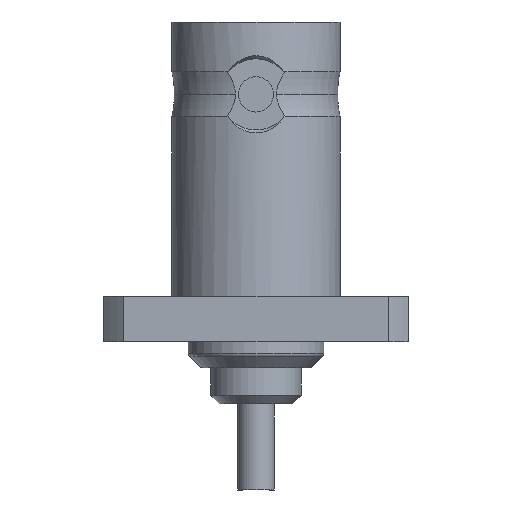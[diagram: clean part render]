
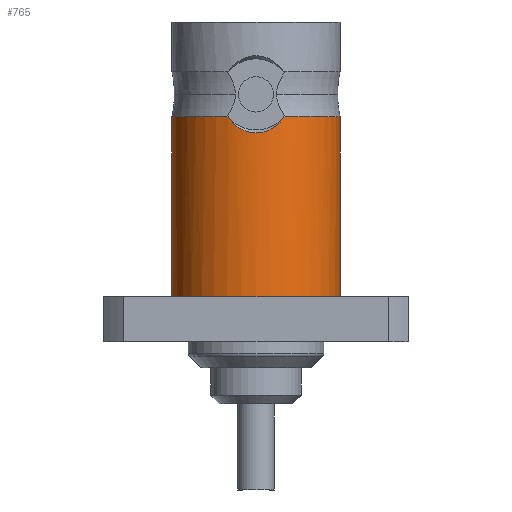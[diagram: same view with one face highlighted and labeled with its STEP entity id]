
A CAD part, front view. The second image highlights one B-rep face of the part: STEP entity #765.
In plain terms, the highlighted cylindrical face has radius 4.84 mm (diameter 9.68 mm), a partial arc.
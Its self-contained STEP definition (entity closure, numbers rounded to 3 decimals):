
#42 = EDGE_CURVE ( 'NONE', #2733, #2066, #1281, .T. ) ;
#95 = EDGE_LOOP ( 'NONE', ( #1353, #2350, #960, #1417, #3096, #1702 ) ) ;
#124 = CARTESIAN_POINT ( 'NONE',  ( 1.422, -4.628, -5.715 ) ) ;
#132 = DIRECTION ( 'NONE',  ( 1., 0., 0. ) ) ;
#138 = CARTESIAN_POINT ( 'NONE',  ( -1.42, -4.629, -5.718 ) ) ;
#332 = AXIS2_PLACEMENT_3D ( 'NONE', #2917, #2388, #831 ) ;
#401 = CARTESIAN_POINT ( 'NONE',  ( 1.067, -4.723, -6.042 ) ) ;
#418 = CARTESIAN_POINT ( 'NONE',  ( -1.608, -4.565, -5.455 ) ) ;
#672 = CARTESIAN_POINT ( 'NONE',  ( 0.643, -4.8, -6.272 ) ) ;
#705 = CARTESIAN_POINT ( 'NONE',  ( 4.84, 0., -5.455 ) ) ;
#718 = CARTESIAN_POINT ( 'NONE',  ( -4.84, 0., 5.048 ) ) ;
#765 = ADVANCED_FACE ( 'NONE', ( #2728 ), #2482, .T. ) ;
#831 = DIRECTION ( 'NONE',  ( 1., 0., 0. ) ) ;
#849 = CARTESIAN_POINT ( 'NONE',  ( 0., 0., -5.455 ) ) ;
#904 = VERTEX_POINT ( 'NONE', #1862 ) ;
#929 = CARTESIAN_POINT ( 'NONE',  ( 0.17, -4.84, -6.385 ) ) ;
#960 = ORIENTED_EDGE ( 'NONE', *, *, #42, .T. ) ;
#963 = DIRECTION ( 'NONE',  ( 0., 0., 1. ) ) ;
#1122 = DIRECTION ( 'NONE',  ( 1., 0., 0. ) ) ;
#1196 = CARTESIAN_POINT ( 'NONE',  ( -0.322, -4.832, -6.363 ) ) ;
#1215 = VECTOR ( 'NONE', #963, 1000. ) ;
#1281 = LINE ( 'NONE', #2006, #1215 ) ;
#1353 = ORIENTED_EDGE ( 'NONE', *, *, #2657, .F. ) ;
#1390 = CARTESIAN_POINT ( 'NONE',  ( -4.84, 0., -5.455 ) ) ;
#1417 = ORIENTED_EDGE ( 'NONE', *, *, #1769, .F. ) ;
#1445 = CARTESIAN_POINT ( 'NONE',  ( -0.787, -4.778, -6.209 ) ) ;
#1537 = DIRECTION ( 'NONE',  ( 0., 0., 1. ) ) ;
#1571 = CIRCLE ( 'NONE', #1761, 4.84 ) ;
#1702 = ORIENTED_EDGE ( 'NONE', *, *, #2215, .F. ) ;
#1718 = CARTESIAN_POINT ( 'NONE',  ( 1.522, -4.595, -5.591 ) ) ;
#1726 = DIRECTION ( 'NONE',  ( 0., 0., 1. ) ) ;
#1734 = CARTESIAN_POINT ( 'NONE',  ( -1.192, -4.692, -5.943 ) ) ;
#1761 = AXIS2_PLACEMENT_3D ( 'NONE', #3129, #1537, #3385 ) ;
#1769 = EDGE_CURVE ( 'NONE', #904, #2066, #1571, .T. ) ;
#1781 = CARTESIAN_POINT ( 'NONE',  ( -4.84, 0., -15.8 ) ) ;
#1810 = EDGE_CURVE ( 'NONE', #904, #2632, #2190, .T. ) ;
#1862 = CARTESIAN_POINT ( 'NONE',  ( 1.608, -4.565, -5.455 ) ) ;
#1957 = EDGE_CURVE ( 'NONE', #3211, #2733, #2236, .T. ) ;
#1976 = CARTESIAN_POINT ( 'NONE',  ( 1.194, -4.692, -5.942 ) ) ;
#1988 = CARTESIAN_POINT ( 'NONE',  ( -1.521, -4.596, -5.592 ) ) ;
#1997 = CARTESIAN_POINT ( 'NONE',  ( -1.608, -4.565, -5.455 ) ) ;
#2006 = CARTESIAN_POINT ( 'NONE',  ( 4.84, 0., 5.048 ) ) ;
#2066 = VERTEX_POINT ( 'NONE', #705 ) ;
#2190 = B_SPLINE_CURVE_WITH_KNOTS ( 'NONE', 3,
 ( #3289, #1718, #124, #1976, #401, #2238, #672, #2517, #929, #2773, #1196, #3035, #1445, #3298, #1734, #138, #1988, #418 ),
 .UNSPECIFIED., .F., .F.,
 ( 4, 2, 2, 2, 2, 2, 2, 2, 4 ),
 ( 0., 0.001, 0.001, 0.002, 0.002, 0.003, 0.003, 0.004, 0.004 ),
 .UNSPECIFIED. ) ;
#2215 = EDGE_CURVE ( 'NONE', #3390, #2632, #2639, .T. ) ;
#2236 = CIRCLE ( 'NONE', #2740, 4.84 ) ;
#2238 = CARTESIAN_POINT ( 'NONE',  ( 0.793, -4.777, -6.206 ) ) ;
#2260 = AXIS2_PLACEMENT_3D ( 'NONE', #849, #2697, #1122 ) ;
#2286 = DIRECTION ( 'NONE',  ( 0., 0., 1. ) ) ;
#2350 = ORIENTED_EDGE ( 'NONE', *, *, #1957, .T. ) ;
#2388 = DIRECTION ( 'NONE',  ( 0., 0., 1. ) ) ;
#2482 = CYLINDRICAL_SURFACE ( 'NONE', #332, 4.84 ) ;
#2517 = CARTESIAN_POINT ( 'NONE',  ( 0.33, -4.831, -6.362 ) ) ;
#2632 = VERTEX_POINT ( 'NONE', #1997 ) ;
#2637 = CARTESIAN_POINT ( 'NONE',  ( 4.84, 0., -15.8 ) ) ;
#2639 = CIRCLE ( 'NONE', #2260, 4.84 ) ;
#2654 = VECTOR ( 'NONE', #2286, 1000. ) ;
#2657 = EDGE_CURVE ( 'NONE', #3211, #3390, #2743, .T. ) ;
#2697 = DIRECTION ( 'NONE',  ( 0., 0., 1. ) ) ;
#2728 = FACE_OUTER_BOUND ( 'NONE', #95, .T. ) ;
#2733 = VERTEX_POINT ( 'NONE', #2637 ) ;
#2740 = AXIS2_PLACEMENT_3D ( 'NONE', #3294, #1726, #132 ) ;
#2743 = LINE ( 'NONE', #718, #2654 ) ;
#2773 = CARTESIAN_POINT ( 'NONE',  ( -0.159, -4.84, -6.386 ) ) ;
#2917 = CARTESIAN_POINT ( 'NONE',  ( 0., 0., 5.048 ) ) ;
#3035 = CARTESIAN_POINT ( 'NONE',  ( -0.636, -4.801, -6.275 ) ) ;
#3096 = ORIENTED_EDGE ( 'NONE', *, *, #1810, .T. ) ;
#3129 = CARTESIAN_POINT ( 'NONE',  ( 0., 0., -5.455 ) ) ;
#3211 = VERTEX_POINT ( 'NONE', #1781 ) ;
#3289 = CARTESIAN_POINT ( 'NONE',  ( 1.608, -4.565, -5.455 ) ) ;
#3294 = CARTESIAN_POINT ( 'NONE',  ( 0., 0., -15.8 ) ) ;
#3298 = CARTESIAN_POINT ( 'NONE',  ( -1.064, -4.724, -6.044 ) ) ;
#3385 = DIRECTION ( 'NONE',  ( 1., 0., 0. ) ) ;
#3390 = VERTEX_POINT ( 'NONE', #1390 ) ;
